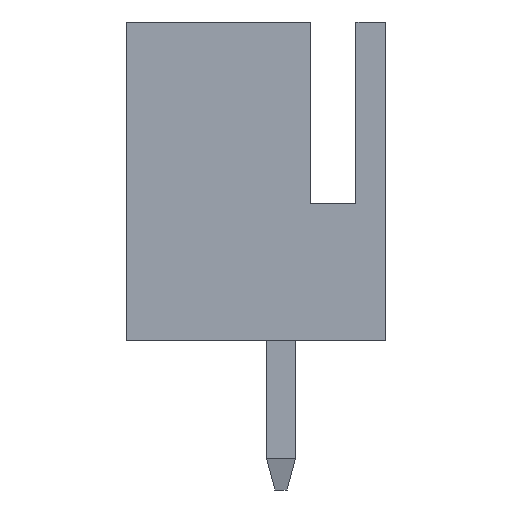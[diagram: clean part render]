
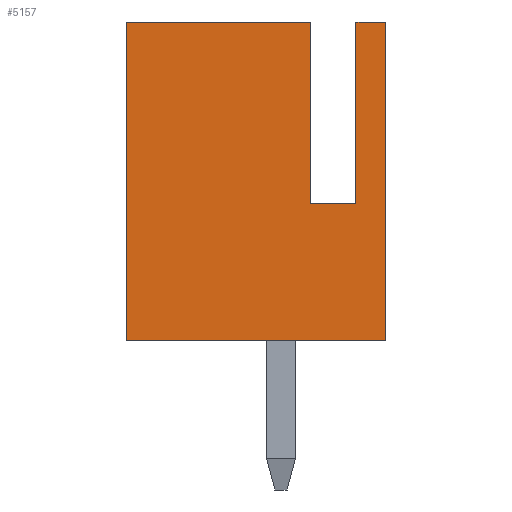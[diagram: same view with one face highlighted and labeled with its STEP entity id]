
A CAD part, left-side view. The second image highlights one B-rep face of the part: STEP entity #5157.
In plain terms, the highlighted planar face has unit normal (-1, 0, 0).
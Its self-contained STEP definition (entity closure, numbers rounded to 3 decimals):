
#26 = VERTEX_POINT ( 'NONE', #438 ) ;
#117 = EDGE_CURVE ( 'NONE', #5120, #376, #4244, .T. ) ;
#133 = VECTOR ( 'NONE', #3072, 1000. ) ;
#155 = CARTESIAN_POINT ( 'NONE',  ( -7.5, 5.7, 7. ) ) ;
#233 = DIRECTION ( 'NONE',  ( 0., 0., -1. ) ) ;
#255 = DIRECTION ( 'NONE',  ( 0., -1., 0. ) ) ;
#264 = CARTESIAN_POINT ( 'NONE',  ( -7.5, 0.65, 7. ) ) ;
#376 = VERTEX_POINT ( 'NONE', #1626 ) ;
#418 = EDGE_CURVE ( 'NONE', #4219, #2911, #6175, .T. ) ;
#438 = CARTESIAN_POINT ( 'NONE',  ( -7.5, 5.7, 7. ) ) ;
#547 = CARTESIAN_POINT ( 'NONE',  ( -7.5, 0.65, 3. ) ) ;
#554 = CARTESIAN_POINT ( 'NONE',  ( -7.5, 5.7, 0. ) ) ;
#628 = EDGE_CURVE ( 'NONE', #26, #4219, #1618, .T. ) ;
#697 = ORIENTED_EDGE ( 'NONE', *, *, #628, .F. ) ;
#894 = EDGE_CURVE ( 'NONE', #26, #3225, #3949, .T. ) ;
#980 = CARTESIAN_POINT ( 'NONE',  ( -7.5, 0.65, 7. ) ) ;
#1027 = CARTESIAN_POINT ( 'NONE',  ( -7.5, 5.7, 7. ) ) ;
#1162 = CARTESIAN_POINT ( 'NONE',  ( -7.5, 5.7, 3. ) ) ;
#1212 = EDGE_CURVE ( 'NONE', #1739, #4359, #3030, .T. ) ;
#1296 = CARTESIAN_POINT ( 'NONE',  ( -7.5, 0., 7. ) ) ;
#1475 = VECTOR ( 'NONE', #3600, 1000. ) ;
#1529 = CARTESIAN_POINT ( 'NONE',  ( -7.5, 1.65, 7. ) ) ;
#1618 = LINE ( 'NONE', #1027, #5159 ) ;
#1626 = CARTESIAN_POINT ( 'NONE',  ( -7.5, 0., 0. ) ) ;
#1649 = EDGE_LOOP ( 'NONE', ( #2812, #4894, #5759, #697, #2779, #2500, #5779, #2332 ) ) ;
#1739 = VERTEX_POINT ( 'NONE', #547 ) ;
#1868 = DIRECTION ( 'NONE',  ( 0., 0., -1. ) ) ;
#1886 = DIRECTION ( 'NONE',  ( 0., -1., 0. ) ) ;
#1925 = VECTOR ( 'NONE', #4070, 1000. ) ;
#2266 = DIRECTION ( 'NONE',  ( 1., 0., 0. ) ) ;
#2332 = ORIENTED_EDGE ( 'NONE', *, *, #6541, .F. ) ;
#2500 = ORIENTED_EDGE ( 'NONE', *, *, #4590, .T. ) ;
#2779 = ORIENTED_EDGE ( 'NONE', *, *, #894, .T. ) ;
#2804 = VECTOR ( 'NONE', #1886, 1000. ) ;
#2812 = ORIENTED_EDGE ( 'NONE', *, *, #1212, .F. ) ;
#2911 = VERTEX_POINT ( 'NONE', #5380 ) ;
#3030 = LINE ( 'NONE', #980, #1925 ) ;
#3072 = DIRECTION ( 'NONE',  ( 0., 0., -1. ) ) ;
#3165 = AXIS2_PLACEMENT_3D ( 'NONE', #155, #2266, #233 ) ;
#3225 = VERTEX_POINT ( 'NONE', #554 ) ;
#3255 = LINE ( 'NONE', #1162, #4315 ) ;
#3290 = EDGE_CURVE ( 'NONE', #1739, #2911, #3255, .T. ) ;
#3600 = DIRECTION ( 'NONE',  ( 0., 0., -1. ) ) ;
#3887 = DIRECTION ( 'NONE',  ( 0., 1., 0. ) ) ;
#3949 = LINE ( 'NONE', #6505, #4720 ) ;
#4070 = DIRECTION ( 'NONE',  ( 0., 0., 1. ) ) ;
#4219 = VERTEX_POINT ( 'NONE', #6704 ) ;
#4244 = LINE ( 'NONE', #6694, #133 ) ;
#4315 = VECTOR ( 'NONE', #3887, 1000. ) ;
#4359 = VERTEX_POINT ( 'NONE', #264 ) ;
#4448 = LINE ( 'NONE', #6527, #2804 ) ;
#4590 = EDGE_CURVE ( 'NONE', #3225, #376, #5466, .T. ) ;
#4720 = VECTOR ( 'NONE', #1868, 1000. ) ;
#4894 = ORIENTED_EDGE ( 'NONE', *, *, #3290, .T. ) ;
#5120 = VERTEX_POINT ( 'NONE', #1296 ) ;
#5157 = ADVANCED_FACE ( 'NONE', ( #5815 ), #6431, .F. ) ;
#5159 = VECTOR ( 'NONE', #6231, 1000. ) ;
#5380 = CARTESIAN_POINT ( 'NONE',  ( -7.5, 1.65, 3. ) ) ;
#5433 = VECTOR ( 'NONE', #255, 1000. ) ;
#5466 = LINE ( 'NONE', #6454, #5433 ) ;
#5759 = ORIENTED_EDGE ( 'NONE', *, *, #418, .F. ) ;
#5779 = ORIENTED_EDGE ( 'NONE', *, *, #117, .F. ) ;
#5815 = FACE_OUTER_BOUND ( 'NONE', #1649, .T. ) ;
#6175 = LINE ( 'NONE', #1529, #1475 ) ;
#6231 = DIRECTION ( 'NONE',  ( 0., -1., 0. ) ) ;
#6431 = PLANE ( 'NONE',  #3165 ) ;
#6454 = CARTESIAN_POINT ( 'NONE',  ( -7.5, 5.7, 0. ) ) ;
#6505 = CARTESIAN_POINT ( 'NONE',  ( -7.5, 5.7, 7. ) ) ;
#6527 = CARTESIAN_POINT ( 'NONE',  ( -7.5, 5.7, 7. ) ) ;
#6541 = EDGE_CURVE ( 'NONE', #4359, #5120, #4448, .T. ) ;
#6694 = CARTESIAN_POINT ( 'NONE',  ( -7.5, 0., 7. ) ) ;
#6704 = CARTESIAN_POINT ( 'NONE',  ( -7.5, 1.65, 7. ) ) ;
